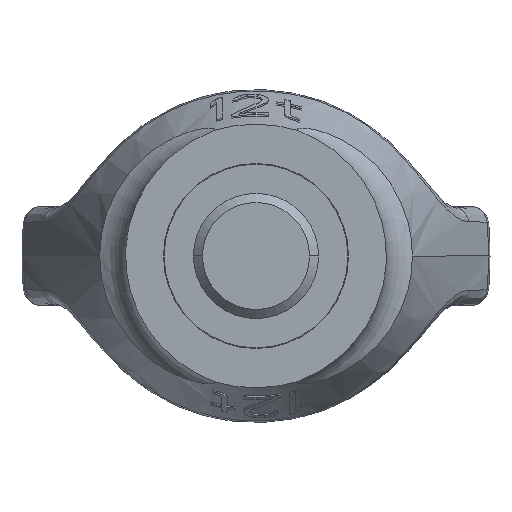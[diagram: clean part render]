
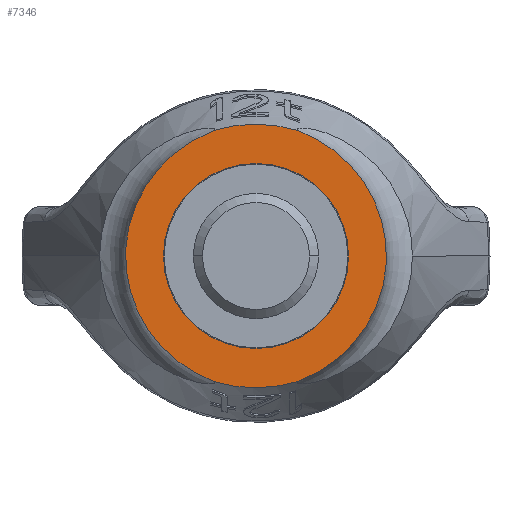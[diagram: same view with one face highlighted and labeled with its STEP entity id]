
A CAD part, front view. The second image highlights one B-rep face of the part: STEP entity #7346.
In plain terms, the highlighted planar face has unit normal (0, -1, 0).
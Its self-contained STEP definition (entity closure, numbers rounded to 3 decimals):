
#1266=CARTESIAN_POINT('',(16.322,0.,-48.045));
#1267=CARTESIAN_POINT('',(17.828,0.,-47.462));
#1268=CARTESIAN_POINT('',(20.765,0.,-46.173));
#1269=CARTESIAN_POINT('',(24.962,0.,-43.872));
#1270=CARTESIAN_POINT('',(28.907,0.,-41.234));
#1271=CARTESIAN_POINT('',(32.576,0.,-38.28));
#1272=CARTESIAN_POINT('',(35.945,0.,-35.037));
#1273=CARTESIAN_POINT('',(38.99,0.,-31.535));
#1274=CARTESIAN_POINT('',(41.694,0.,-27.801));
#1275=CARTESIAN_POINT('',(44.04,0.,-23.865));
#1276=CARTESIAN_POINT('',(46.015,0.,-19.76));
#1277=CARTESIAN_POINT('',(47.607,0.,-15.514));
#1278=CARTESIAN_POINT('',(48.809,0.,-11.159));
#1279=CARTESIAN_POINT('',(49.614,0.,-6.727));
#1280=CARTESIAN_POINT('',(50.017,0.,-2.247));
#1281=CARTESIAN_POINT('',(50.017,0.,2.247));
#1282=CARTESIAN_POINT('',(49.614,0.,6.727));
#1283=CARTESIAN_POINT('',(48.809,0.,11.159));
#1284=CARTESIAN_POINT('',(47.607,0.,15.514));
#1285=CARTESIAN_POINT('',(46.015,0.,19.76));
#1286=CARTESIAN_POINT('',(44.04,0.,23.865));
#1287=CARTESIAN_POINT('',(41.694,0.,27.801));
#1288=CARTESIAN_POINT('',(38.99,0.,31.535));
#1289=CARTESIAN_POINT('',(35.945,0.,35.037));
#1290=CARTESIAN_POINT('',(32.576,0.,38.28));
#1291=CARTESIAN_POINT('',(28.907,0.,41.234));
#1292=CARTESIAN_POINT('',(24.962,0.,43.872));
#1293=CARTESIAN_POINT('',(20.765,0.,46.173));
#1294=CARTESIAN_POINT('',(17.828,0.,47.462));
#1295=CARTESIAN_POINT('',(16.322,0.,48.045));
#1297=CARTESIAN_POINT('',(16.322,0.,-48.045));
#1298=CARTESIAN_POINT('',(14.361,0.,-48.65));
#1299=CARTESIAN_POINT('',(8.999,0.,-49.981));
#1300=CARTESIAN_POINT('',(0.,0.,-50.826));
#1301=CARTESIAN_POINT('',(-8.999,0.,-49.981));
#1302=CARTESIAN_POINT('',(-14.361,0.,-48.65));
#1303=CARTESIAN_POINT('',(-16.322,0.,-48.045));
#1305=CARTESIAN_POINT('',(16.322,0.,48.045));
#1306=CARTESIAN_POINT('',(14.361,0.,48.65));
#1307=CARTESIAN_POINT('',(8.999,0.,49.981));
#1308=CARTESIAN_POINT('',(0.,0.,50.826));
#1309=CARTESIAN_POINT('',(-8.999,0.,49.981));
#1310=CARTESIAN_POINT('',(-14.361,0.,48.65));
#1311=CARTESIAN_POINT('',(-16.322,0.,48.045));
#1313=CARTESIAN_POINT('',(0.,0.,0.));
#1314=DIRECTION('',(0.,-1.,0.));
#1315=DIRECTION('',(1.,0.,0.));
#1316=AXIS2_PLACEMENT_3D('',#1313,#1314,#1315);
#1318=CARTESIAN_POINT('',(0.,0.,0.));
#1319=DIRECTION('',(0.,-1.,0.));
#1320=DIRECTION('',(-1.,0.,0.));
#1321=AXIS2_PLACEMENT_3D('',#1318,#1319,#1320);
#1323=CARTESIAN_POINT('',(-16.322,0.,48.045));
#1324=CARTESIAN_POINT('',(-17.828,0.,47.462));
#1325=CARTESIAN_POINT('',(-20.765,0.,46.173));
#1326=CARTESIAN_POINT('',(-24.962,0.,43.872));
#1327=CARTESIAN_POINT('',(-28.907,0.,41.234));
#1328=CARTESIAN_POINT('',(-32.576,0.,38.28));
#1329=CARTESIAN_POINT('',(-35.945,0.,35.037));
#1330=CARTESIAN_POINT('',(-38.99,0.,31.535));
#1331=CARTESIAN_POINT('',(-41.694,0.,27.801));
#1332=CARTESIAN_POINT('',(-44.04,0.,23.865));
#1333=CARTESIAN_POINT('',(-46.015,0.,19.76));
#1334=CARTESIAN_POINT('',(-47.607,0.,15.514));
#1335=CARTESIAN_POINT('',(-48.809,0.,11.159));
#1336=CARTESIAN_POINT('',(-49.614,0.,6.727));
#1337=CARTESIAN_POINT('',(-50.017,0.,2.247));
#1338=CARTESIAN_POINT('',(-50.017,0.,-2.247));
#1339=CARTESIAN_POINT('',(-49.614,0.,-6.727));
#1340=CARTESIAN_POINT('',(-48.809,0.,-11.159));
#1341=CARTESIAN_POINT('',(-47.607,0.,-15.514));
#1342=CARTESIAN_POINT('',(-46.015,0.,-19.76));
#1343=CARTESIAN_POINT('',(-44.04,0.,-23.865));
#1344=CARTESIAN_POINT('',(-41.694,0.,-27.801));
#1345=CARTESIAN_POINT('',(-38.99,0.,-31.535));
#1346=CARTESIAN_POINT('',(-35.945,0.,-35.037));
#1347=CARTESIAN_POINT('',(-32.576,0.,-38.28));
#1348=CARTESIAN_POINT('',(-28.907,0.,-41.234));
#1349=CARTESIAN_POINT('',(-24.962,0.,-43.872));
#1350=CARTESIAN_POINT('',(-20.765,0.,-46.173));
#1351=CARTESIAN_POINT('',(-17.828,0.,-47.462));
#1352=CARTESIAN_POINT('',(-16.322,0.,-48.045));
#5723=CARTESIAN_POINT('',(35.45,0.,0.));
#5724=CARTESIAN_POINT('',(-35.45,0.,0.));
#5725=VERTEX_POINT('',#5723);
#5726=VERTEX_POINT('',#5724);
#6053=VERTEX_POINT('',#1305);
#6054=VERTEX_POINT('',#1311);
#6065=VERTEX_POINT('',#1297);
#6066=VERTEX_POINT('',#1303);
#7328=CARTESIAN_POINT('',(-53.096,0.,0.));
#7329=DIRECTION('',(0.,-1.,0.));
#7330=DIRECTION('',(1.,0.,0.));
#7331=AXIS2_PLACEMENT_3D('',#7328,#7329,#7330);
#7332=PLANE('',#7331);
#7333=ORIENTED_EDGE('',*,*,#7321,.F.);
#7334=ORIENTED_EDGE('',*,*,#6980,.T.);
#7336=ORIENTED_EDGE('',*,*,#7335,.F.);
#7337=ORIENTED_EDGE('',*,*,#7181,.F.);
#7338=EDGE_LOOP('',(#7333,#7334,#7336,#7337));
#7339=FACE_OUTER_BOUND('',#7338,.F.);
#7341=ORIENTED_EDGE('',*,*,#7340,.T.);
#7343=ORIENTED_EDGE('',*,*,#7342,.T.);
#7344=EDGE_LOOP('',(#7341,#7343));
#7345=FACE_BOUND('',#7344,.F.);
#7346=ADVANCED_FACE('',(#7339,#7345),#7332,.T.);
#1296=B_SPLINE_CURVE_WITH_KNOTS('',3,(#1266,#1267,#1268,#1269,#1270,#1271,#1272,
#1273,#1274,#1275,#1276,#1277,#1278,#1279,#1280,#1281,#1282,#1283,#1284,#1285,
#1286,#1287,#1288,#1289,#1290,#1291,#1292,#1293,#1294,#1295),.UNSPECIFIED.,.F.,
.F.,(4,1,1,1,1,1,1,1,1,1,1,1,1,1,1,1,1,1,1,1,1,1,1,1,1,1,1,4),(0.,
0.037,0.074,0.111,0.148,
0.185,0.222,0.259,0.296,
0.333,0.37,0.407,0.444,
0.481,0.519,0.556,0.593,
0.63,0.667,0.704,0.741,
0.778,0.815,0.852,0.889,
0.926,0.963,1.),.UNSPECIFIED.);
#1304=B_SPLINE_CURVE_WITH_KNOTS('',3,(#1297,#1298,#1299,#1300,#1301,#1302,
#1303),.UNSPECIFIED.,.F.,.F.,(4,1,1,1,4),(0.,0.186,0.5,
0.814,1.),.UNSPECIFIED.);
#1312=B_SPLINE_CURVE_WITH_KNOTS('',3,(#1305,#1306,#1307,#1308,#1309,#1310,
#1311),.UNSPECIFIED.,.F.,.F.,(4,1,1,1,4),(0.,0.186,0.5,
0.814,1.),.UNSPECIFIED.);
#1317=CIRCLE('',#1316,35.45);
#1322=CIRCLE('',#1321,35.45);
#1353=B_SPLINE_CURVE_WITH_KNOTS('',3,(#1323,#1324,#1325,#1326,#1327,#1328,#1329,
#1330,#1331,#1332,#1333,#1334,#1335,#1336,#1337,#1338,#1339,#1340,#1341,#1342,
#1343,#1344,#1345,#1346,#1347,#1348,#1349,#1350,#1351,#1352),.UNSPECIFIED.,.F.,
.F.,(4,1,1,1,1,1,1,1,1,1,1,1,1,1,1,1,1,1,1,1,1,1,1,1,1,1,1,4),(0.,
0.037,0.074,0.111,0.148,
0.185,0.222,0.259,0.296,
0.333,0.37,0.407,0.444,
0.481,0.519,0.556,0.593,
0.63,0.667,0.704,0.741,
0.778,0.815,0.852,0.889,
0.926,0.963,1.),.UNSPECIFIED.);
#6980=EDGE_CURVE('',#6065,#6066,#1304,.T.);
#7181=EDGE_CURVE('',#6053,#6054,#1312,.T.);
#7321=EDGE_CURVE('',#6065,#6053,#1296,.T.);
#7335=EDGE_CURVE('',#6054,#6066,#1353,.T.);
#7340=EDGE_CURVE('',#5725,#5726,#1317,.T.);
#7342=EDGE_CURVE('',#5726,#5725,#1322,.T.);
